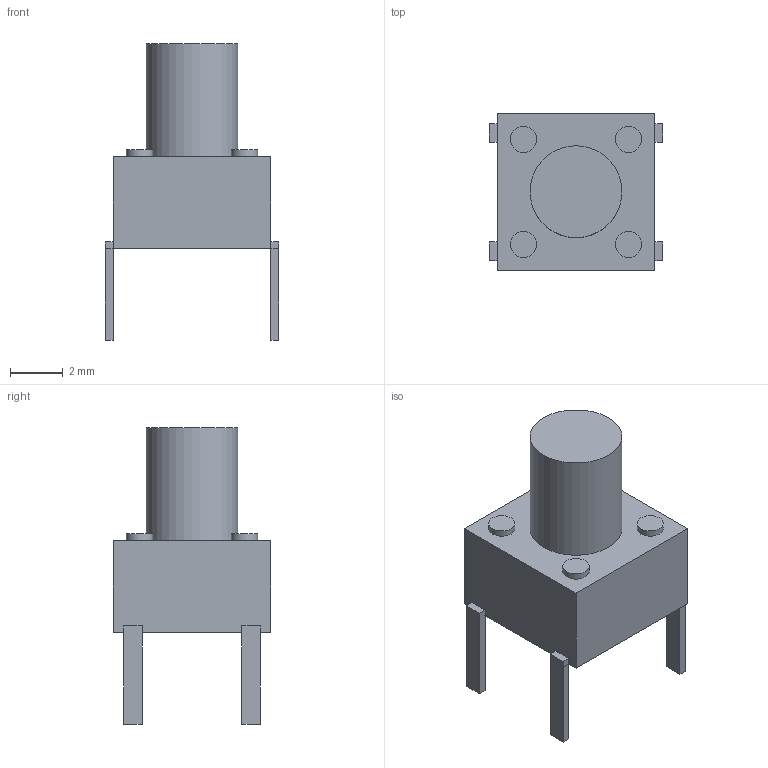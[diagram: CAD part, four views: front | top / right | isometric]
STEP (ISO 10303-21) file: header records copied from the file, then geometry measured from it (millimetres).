
FILE_DESCRIPTION(/* description */ (''),/* implementation_level */ '2;1');
FILE_NAME(/* name */ 'd403f60c-869b-4ed9-9f85-e47587824ffb.stp',/* time_stamp */ '2021-11-05T01:26:48+00:00',/* author */ (''),/* organization */ (''),/* preprocessor_version */ 'ST-DEVELOPER v18.1',/* originating_system */ 'Autodesk Translation Framework v10.10.0.1391',/* authorisation */ '');
FILE_SCHEMA (('AUTOMOTIVE_DESIGN { 1 0 10303 214 3 1 1 }'));
Length unit declared in the file: millimetre
Products named in the file (1): Push Buttom
Bounding box: 6.6 x 6 x 11.3 mm (x, y, z)
Volume: 339.5 mm3; surface area: 495.6 mm2
Topology: 16 solids, 16 shells, 70 faces, 114 edges, 76 vertices
Faces by surface type: plane 60, cylinder 10
Full cylindrical faces by diameter (mm): 1 x8, 3.5 x2
Entity records: 1651 total; most frequent: DIRECTION 276, CARTESIAN_POINT 261, ORIENTED_EDGE 228, EDGE_CURVE 114, LINE 94, VECTOR 94, AXIS2_PLACEMENT_3D 91, VERTEX_POINT 76
